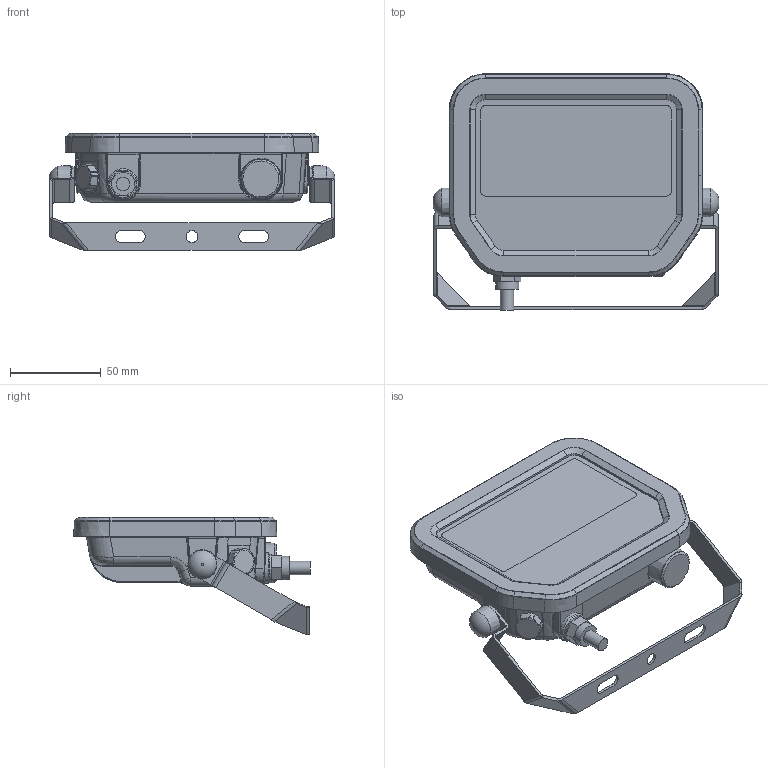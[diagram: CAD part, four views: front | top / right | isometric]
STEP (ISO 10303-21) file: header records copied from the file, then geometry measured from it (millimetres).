
FILE_DESCRIPTION (( 'STEP AP214' ), '1' );
FILE_NAME ('FL_AREA_G2_16W.STEP', '2025-06-10T13:25:57', ( '' ), ( '' ), 'SwSTEP 2.0', 'SolidWorks 2024', '' );
FILE_SCHEMA (( 'AUTOMOTIVE_DESIGN' ));
Length unit declared in the file: millimetre
Products named in the file (1): FL_AREA_G2_16W
Bounding box: 157.76 x 130.5 x 64.88 mm (x, y, z)
Volume: 193826.3 mm3; surface area: 120237 mm2
Topology: 10 solids, 10 shells, 917 faces, 2126 edges, 1184 vertices
Faces by surface type: plane 286, cylinder 262, bspline 229, cone 69, torus 52, sphere 19
Full cylindrical faces by diameter (mm): 5.5 x4, 7.4 x1, 12.8 x1, 15.3 x1, 16.8 x1
Entity records: 33585 total; most frequent: CARTESIAN_POINT 14846, ORIENTED_EDGE 4096, DIRECTION 3589, EDGE_CURVE 2048, AXIS2_PLACEMENT_3D 1357, VERTEX_POINT 1177, EDGE_LOOP 957, FACE_OUTER_BOUND 928
